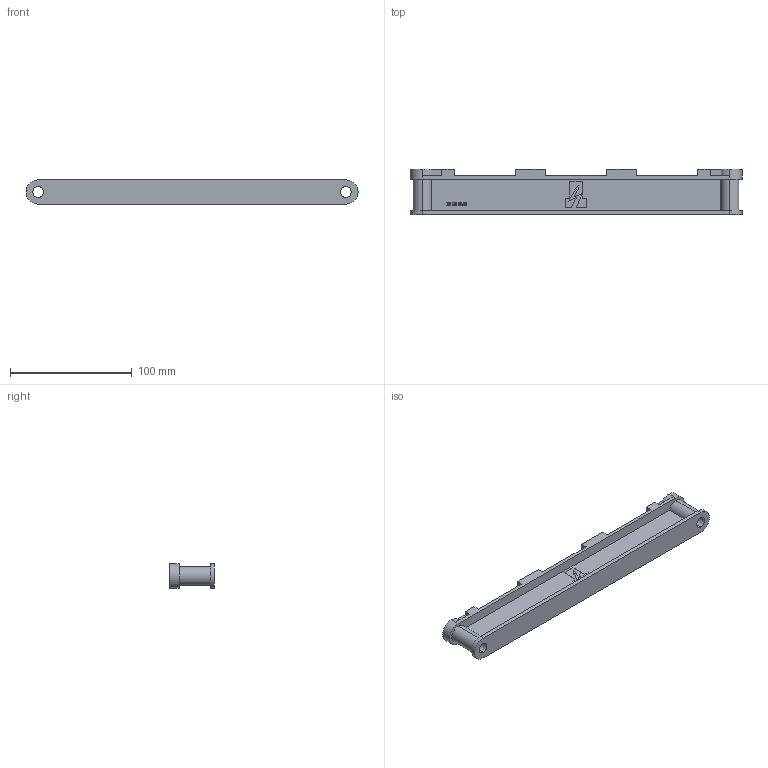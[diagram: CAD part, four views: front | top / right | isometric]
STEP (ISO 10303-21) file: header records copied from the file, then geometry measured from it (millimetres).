
FILE_DESCRIPTION (( 'STEP AP214' ), '1' );
FILE_NAME ('MXMF507513NS.STEP', '2020-11-25T14:07:54', ( '' ), ( '' ), 'SwSTEP 2.0', 'SolidWorks 2017', '' );
FILE_SCHEMA (( 'AUTOMOTIVE_DESIGN' ));
Length unit declared in the file: millimetre
Products named in the file (1): MXMF507513NS
Bounding box: 273 x 37 x 20 mm (x, y, z)
Volume: 65393.3 mm3; surface area: 43167.3 mm2
Topology: 1 solids, 1 shells, 395 faces, 1070 edges, 712 vertices
Faces by surface type: plane 297, bspline 78, cylinder 20
Entity records: 16166 total; most frequent: CARTESIAN_POINT 6656, ORIENTED_EDGE 2140, DIRECTION 1590, EDGE_CURVE 1070, LINE 874, VECTOR 874, VERTEX_POINT 712, EDGE_LOOP 434
